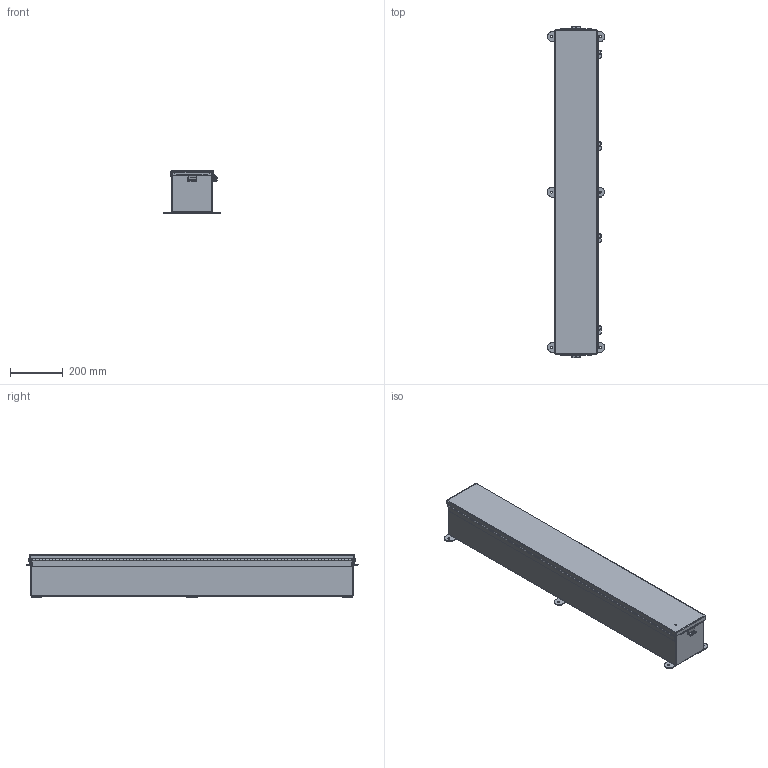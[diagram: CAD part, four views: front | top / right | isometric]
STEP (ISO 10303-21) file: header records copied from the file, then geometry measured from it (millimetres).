
FILE_DESCRIPTION (( 'STEP AP203' ), '1' );
FILE_NAME ('N060648SSCHTR.STEP', '2016-03-02T20:32:55', ( 'change1' ), ( 'Microsoft' ), 'SwSTEP 2.0', 'SolidWorks 2015', '' );
FILE_SCHEMA (( 'CONFIG_CONTROL_DESIGN' ));
Length unit declared in the file: inch
Products named in the file (14): N060648SSCHTR; N060648SSCHTR JIC Clamp Bracket; N060648SSCHTR JIC Cover Clamp; N060648SSCHTR JIC Top; N060648SSCHTR JIC Bottom; N060648SSCHTR JIC Enclosure Template; N060648SSCHTR HW-CD-S-25020-034; N060648SSCHTR Hinge Body Side; HW-CLH-JH-20154; N060648SSCHTR Hinge Cover Side JIC; N060648SSCHTR Mounting Bracket; N060648SSCHTR _JIC Hinge; HW-CLH-JH-20104; N060648SSCHTR JIC_Cover_Template
Assembly tree (26 placements, depth 3):
  N060648SSCHTR
    N060648SSCHTR JIC Enclosure Template
    N060648SSCHTR _JIC Hinge
      N060648SSCHTR Hinge Body Side
      N060648SSCHTR Hinge Cover Side JIC
    N060648SSCHTR JIC_Cover_Template
    N060648SSCHTR JIC Clamp Bracket  x6
    N060648SSCHTR JIC Cover Clamp  x6
    N060648SSCHTR JIC Top
    N060648SSCHTR JIC Bottom
    N060648SSCHTR HW-CD-S-25020-034  x2
    HW-CLH-JH-20154
    N060648SSCHTR Mounting Bracket  x3
    HW-CLH-JH-20104
Bounding box: 216.86 x 1254.93 x 160.96 mm (x, y, z)
Volume: 1844704.6 mm3; surface area: 1949862.4 mm2
Topology: 25 solids, 25 shells, 1393 faces, 3564 edges, 2223 vertices
Faces by surface type: plane 833, cylinder 540, bspline 8, torus 8, cone 4
Entity records: 36905 total; most frequent: CARTESIAN_POINT 6431, DIRECTION 6165, ORIENTED_EDGE 5952, EDGE_CURVE 2976, LINE 2055, VECTOR 2055, AXIS2_PLACEMENT_3D 2055, VERTEX_POINT 1873
